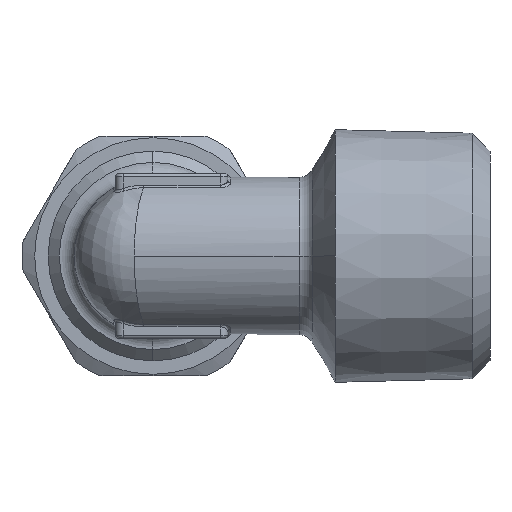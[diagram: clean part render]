
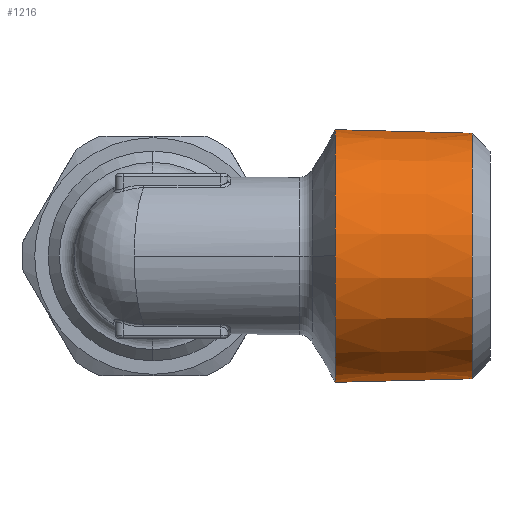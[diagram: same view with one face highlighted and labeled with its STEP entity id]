
A CAD part, left-side view. The second image highlights one B-rep face of the part: STEP entity #1216.
In plain terms, the highlighted conical face has half-angle 1.47 degrees and reference radius 8.462 mm.
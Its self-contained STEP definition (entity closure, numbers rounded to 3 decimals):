
#131 = VECTOR ( 'NONE', #243, 1000. ) ;
#161 = VECTOR ( 'NONE', #296, 1000. ) ;
#243 = DIRECTION ( 'NONE',  ( 0., 1., 0.026 ) ) ;
#244 = CARTESIAN_POINT ( 'NONE',  ( 0., -11., 8.462 ) ) ;
#296 = DIRECTION ( 'NONE',  ( 0., 1., -0.026 ) ) ;
#297 = CARTESIAN_POINT ( 'NONE',  ( 0., -11., -8.462 ) ) ;
#843 = AXIS2_PLACEMENT_3D ( 'NONE', #4264, #4262, #4261 ) ;
#849 = CIRCLE ( 'NONE', #843, 8.432 ) ;
#857 = AXIS2_PLACEMENT_3D ( 'NONE', #4318, #4316, #4314 ) ;
#859 = CIRCLE ( 'NONE', #857, 8.432 ) ;
#1132 = EDGE_CURVE ( 'NONE', #2647, #2777, #3205, .T. ) ;
#1216 = ADVANCED_FACE ( 'NONE', ( #4135 ), #5022, .T. ) ;
#1610 = LINE ( 'NONE', #244, #131 ) ;
#1612 = LINE ( 'NONE', #297, #161 ) ;
#1969 = CARTESIAN_POINT ( 'NONE',  ( -8.432, -12.172, 0. ) ) ;
#2521 = DIRECTION ( 'NONE',  ( 0., 0., 1. ) ) ;
#2522 = DIRECTION ( 'NONE',  ( 0., 1., 0. ) ) ;
#2524 = CARTESIAN_POINT ( 'NONE',  ( 0., -11., 0. ) ) ;
#2647 = VERTEX_POINT ( 'NONE', #2875 ) ;
#2651 = VERTEX_POINT ( 'NONE', #2868 ) ;
#2683 = VERTEX_POINT ( 'NONE', #2851 ) ;
#2766 = ORIENTED_EDGE ( 'NONE', *, *, #4952, .T. ) ;
#2771 = ORIENTED_EDGE ( 'NONE', *, *, #5652, .T. ) ;
#2772 = ORIENTED_EDGE ( 'NONE', *, *, #1132, .F. ) ;
#2774 = ORIENTED_EDGE ( 'NONE', *, *, #4940, .T. ) ;
#2777 = VERTEX_POINT ( 'NONE', #3089 ) ;
#2788 = ORIENTED_EDGE ( 'NONE', *, *, #5636, .F. ) ;
#2851 = CARTESIAN_POINT ( 'NONE',  ( 0., -12.172, 8.432 ) ) ;
#2868 = CARTESIAN_POINT ( 'NONE',  ( 0., -12.172, -8.432 ) ) ;
#2875 = CARTESIAN_POINT ( 'NONE',  ( 0., -21.3, 8.198 ) ) ;
#3089 = CARTESIAN_POINT ( 'NONE',  ( 0., -21.3, -8.198 ) ) ;
#3202 = AXIS2_PLACEMENT_3D ( 'NONE', #5328, #5326, #5323 ) ;
#3205 = CIRCLE ( 'NONE', #3202, 8.198 ) ;
#3876 = EDGE_LOOP ( 'NONE', ( #2788, #2772, #2771, #2774, #2766 ) ) ;
#4135 = FACE_OUTER_BOUND ( 'NONE', #3876, .T. ) ;
#4261 = DIRECTION ( 'NONE',  ( 0., 0., 1. ) ) ;
#4262 = DIRECTION ( 'NONE',  ( 0., -1., 0. ) ) ;
#4264 = CARTESIAN_POINT ( 'NONE',  ( 0., -12.172, 0. ) ) ;
#4314 = DIRECTION ( 'NONE',  ( 0., 0., 1. ) ) ;
#4316 = DIRECTION ( 'NONE',  ( 0., -1., 0. ) ) ;
#4318 = CARTESIAN_POINT ( 'NONE',  ( 0., -12.172, 0. ) ) ;
#4940 = EDGE_CURVE ( 'NONE', #2683, #5139, #859, .T. ) ;
#4952 = EDGE_CURVE ( 'NONE', #5139, #2651, #849, .T. ) ;
#5022 = CONICAL_SURFACE ( 'NONE', #5059, 8.462, 0.026 ) ;
#5059 = AXIS2_PLACEMENT_3D ( 'NONE', #2524, #2522, #2521 ) ;
#5139 = VERTEX_POINT ( 'NONE', #1969 ) ;
#5323 = DIRECTION ( 'NONE',  ( 0., 0., -1. ) ) ;
#5326 = DIRECTION ( 'NONE',  ( 0., -1., 0. ) ) ;
#5328 = CARTESIAN_POINT ( 'NONE',  ( 0., -21.3, 0. ) ) ;
#5636 = EDGE_CURVE ( 'NONE', #2777, #2651, #1612, .T. ) ;
#5652 = EDGE_CURVE ( 'NONE', #2647, #2683, #1610, .T. ) ;
